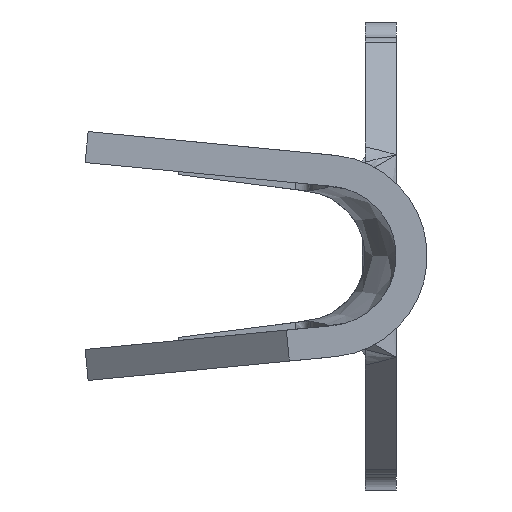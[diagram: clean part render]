
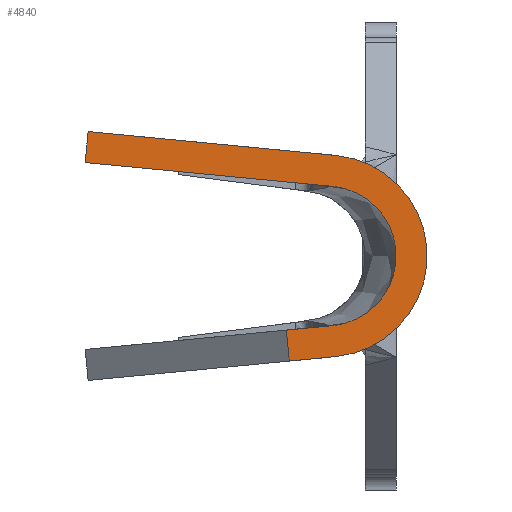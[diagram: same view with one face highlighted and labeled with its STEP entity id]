
A CAD part, left-side view. The second image highlights one B-rep face of the part: STEP entity #4840.
In plain terms, the highlighted planar face has unit normal (-1, 0, 0).
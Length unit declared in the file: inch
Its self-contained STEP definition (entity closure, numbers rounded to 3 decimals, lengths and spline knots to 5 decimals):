
#79 = DIRECTION ( 'NONE',  ( 0., 0., 1. ) ) ;
#317 = EDGE_CURVE ( 'NONE', #5968, #5348, #2361, .T. ) ;
#364 = VERTEX_POINT ( 'NONE', #4318 ) ;
#437 = AXIS2_PLACEMENT_3D ( 'NONE', #6092, #3131, #79 ) ;
#499 = VECTOR ( 'NONE', #4119, 39.37008 ) ;
#506 = VECTOR ( 'NONE', #3602, 39.37008 ) ;
#708 = LINE ( 'NONE', #1170, #506 ) ;
#767 = ORIENTED_EDGE ( 'NONE', *, *, #3807, .T. ) ;
#868 = ORIENTED_EDGE ( 'NONE', *, *, #3599, .T. ) ;
#919 = ORIENTED_EDGE ( 'NONE', *, *, #5115, .T. ) ;
#968 = AXIS2_PLACEMENT_3D ( 'NONE', #2412, #5841, #2892 ) ;
#985 = CARTESIAN_POINT ( 'NONE',  ( -0.505, 0.0407, 0.04479 ) ) ;
#1098 = DIRECTION ( 'NONE',  ( 1., 0., 0. ) ) ;
#1112 = EDGE_CURVE ( 'NONE', #364, #5343, #708, .T. ) ;
#1170 = CARTESIAN_POINT ( 'NONE',  ( -0.505, 0.0407, 0.04479 ) ) ;
#1377 = CARTESIAN_POINT ( 'NONE',  ( -0.505, 0.0407, -0.04479 ) ) ;
#1491 = CARTESIAN_POINT ( 'NONE',  ( -0.505, 0.0706, -0.04766 ) ) ;
#1548 = CARTESIAN_POINT ( 'NONE',  ( -0.505, 0.03879, -0.0647 ) ) ;
#1889 = LINE ( 'NONE', #5574, #499 ) ;
#1927 = PLANE ( 'NONE',  #968 ) ;
#2018 = CIRCLE ( 'NONE', #437, 0.065 ) ;
#2029 = ORIENTED_EDGE ( 'NONE', *, *, #317, .T. ) ;
#2059 = VERTEX_POINT ( 'NONE', #1548 ) ;
#2155 = ORIENTED_EDGE ( 'NONE', *, *, #4378, .T. ) ;
#2188 = LINE ( 'NONE', #4251, #6111 ) ;
#2242 = AXIS2_PLACEMENT_3D ( 'NONE', #4018, #1098, #4499 ) ;
#2361 = LINE ( 'NONE', #1377, #6133 ) ;
#2412 = CARTESIAN_POINT ( 'NONE',  ( -0.505, 0.045, 0. ) ) ;
#2708 = ORIENTED_EDGE ( 'NONE', *, *, #6049, .T. ) ;
#2892 = DIRECTION ( 'NONE',  ( 0., 0., 1. ) ) ;
#2912 = VERTEX_POINT ( 'NONE', #4198 ) ;
#3003 = CARTESIAN_POINT ( 'NONE',  ( -0.505, 0.0706, -0.04766 ) ) ;
#3131 = DIRECTION ( 'NONE',  ( -1., 0., 0. ) ) ;
#3241 = EDGE_CURVE ( 'NONE', #5343, #5968, #4322, .T. ) ;
#3263 = DIRECTION ( 'NONE',  ( 0., 0.096, -0.995 ) ) ;
#3425 = ORIENTED_EDGE ( 'NONE', *, *, #3241, .T. ) ;
#3599 = EDGE_CURVE ( 'NONE', #5348, #3986, #5546, .T. ) ;
#3602 = DIRECTION ( 'NONE',  ( 0., -0.995, -0.096 ) ) ;
#3693 = VECTOR ( 'NONE', #3263, 39.37008 ) ;
#3749 = VERTEX_POINT ( 'NONE', #4072 ) ;
#3807 = EDGE_CURVE ( 'NONE', #3986, #2059, #1889, .T. ) ;
#3812 = EDGE_LOOP ( 'NONE', ( #868, #767, #919, #2155, #2708, #6167, #3425, #2029 ) ) ;
#3840 = LINE ( 'NONE', #6203, #3693 ) ;
#3986 = VERTEX_POINT ( 'NONE', #4547 ) ;
#4018 = CARTESIAN_POINT ( 'NONE',  ( -0.505, 0.045, 0. ) ) ;
#4072 = CARTESIAN_POINT ( 'NONE',  ( -0.505, 0.03879, 0.0647 ) ) ;
#4091 = VECTOR ( 'NONE', #5433, 39.37008 ) ;
#4119 = DIRECTION ( 'NONE',  ( 0., -0.995, 0.096 ) ) ;
#4174 = CARTESIAN_POINT ( 'NONE',  ( -0.505, 0.0407, -0.04479 ) ) ;
#4198 = CARTESIAN_POINT ( 'NONE',  ( -0.505, 0.19809, 0.08 ) ) ;
#4251 = CARTESIAN_POINT ( 'NONE',  ( -0.505, 0.03879, 0.0647 ) ) ;
#4318 = CARTESIAN_POINT ( 'NONE',  ( -0.505, 0.2, 0.06009 ) ) ;
#4322 = CIRCLE ( 'NONE', #2242, 0.045 ) ;
#4378 = EDGE_CURVE ( 'NONE', #3749, #2912, #2188, .T. ) ;
#4499 = DIRECTION ( 'NONE',  ( 0., 0., 1. ) ) ;
#4547 = CARTESIAN_POINT ( 'NONE',  ( -0.505, 0.06868, -0.06757 ) ) ;
#4840 = ADVANCED_FACE ( 'NONE', ( #5372 ), #1927, .T. ) ;
#5115 = EDGE_CURVE ( 'NONE', #2059, #3749, #2018, .T. ) ;
#5259 = DIRECTION ( 'NONE',  ( 0., 0.995, -0.096 ) ) ;
#5343 = VERTEX_POINT ( 'NONE', #985 ) ;
#5348 = VERTEX_POINT ( 'NONE', #1491 ) ;
#5372 = FACE_OUTER_BOUND ( 'NONE', #3812, .T. ) ;
#5433 = DIRECTION ( 'NONE',  ( 0., -0.096, -0.995 ) ) ;
#5546 = LINE ( 'NONE', #3003, #4091 ) ;
#5574 = CARTESIAN_POINT ( 'NONE',  ( -0.505, 0.03879, -0.0647 ) ) ;
#5841 = DIRECTION ( 'NONE',  ( -1., 0., 0. ) ) ;
#5968 = VERTEX_POINT ( 'NONE', #4174 ) ;
#6049 = EDGE_CURVE ( 'NONE', #2912, #364, #3840, .T. ) ;
#6092 = CARTESIAN_POINT ( 'NONE',  ( -0.505, 0.045, 0. ) ) ;
#6111 = VECTOR ( 'NONE', #6234, 39.37008 ) ;
#6133 = VECTOR ( 'NONE', #5259, 39.37008 ) ;
#6167 = ORIENTED_EDGE ( 'NONE', *, *, #1112, .T. ) ;
#6203 = CARTESIAN_POINT ( 'NONE',  ( -0.505, 0.19809, 0.08 ) ) ;
#6234 = DIRECTION ( 'NONE',  ( 0., 0.995, 0.096 ) ) ;
